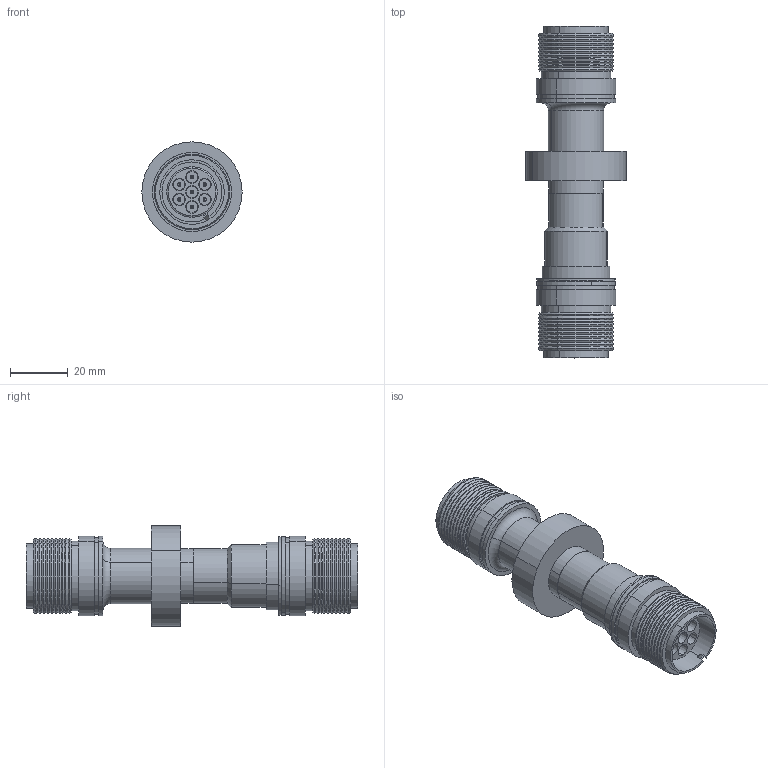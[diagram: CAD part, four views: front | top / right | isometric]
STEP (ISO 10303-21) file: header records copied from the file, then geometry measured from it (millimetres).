
FILE_DESCRIPTION (( 'STEP AP203' ), '1' );
FILE_NAME ('A5170-1-W.STEP', '2017-02-03T12:20:53', ( '' ), ( '' ), 'SwSTEP 2.0', 'SolidWorks 2017', '' );
FILE_SCHEMA (( 'CONFIG_CONTROL_DESIGN' ));
Length unit declared in the file: inch
Products named in the file (1): A5170-1-W
Bounding box: 34.8 x 115.11 x 34.8 mm (x, y, z)
Volume: 41072.8 mm3; surface area: 33005.8 mm2
Topology: 22 solids, 23 shells, 731 faces, 1621 edges, 953 vertices
Faces by surface type: cylinder 271, cone 216, plane 198, torus 46
Entity records: 20227 total; most frequent: DIRECTION 3862, CARTESIAN_POINT 3508, ORIENTED_EDGE 3186, EDGE_CURVE 1593, AXIS2_PLACEMENT_3D 1579, VERTEX_POINT 953, CIRCLE 847, EDGE_LOOP 830
